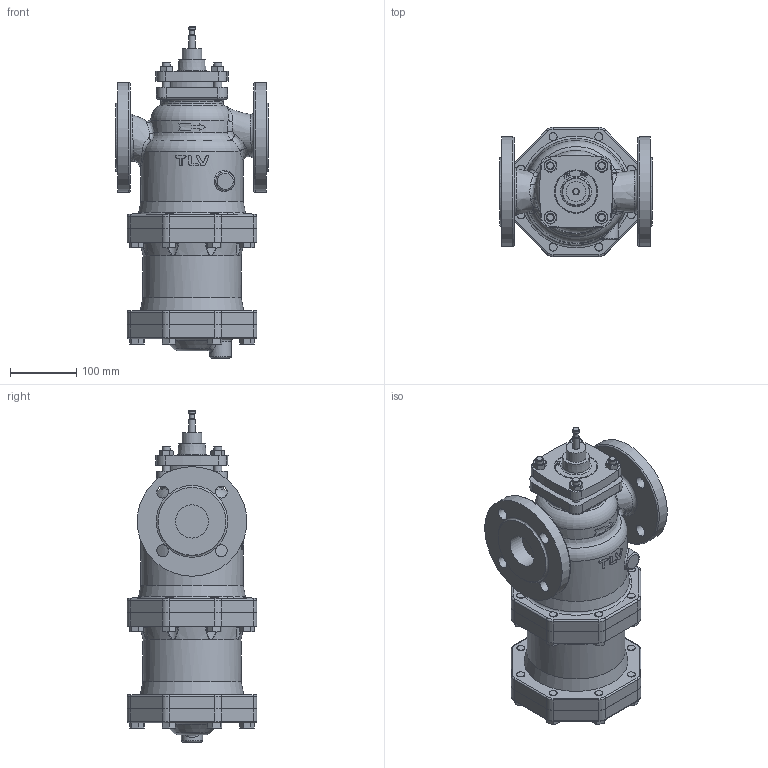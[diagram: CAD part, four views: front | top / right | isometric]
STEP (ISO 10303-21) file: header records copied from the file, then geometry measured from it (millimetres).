
FILE_DESCRIPTION(/* description */ (''),/* implementation_level */ '2;1');
FILE_NAME(/* name */ 'rcv16-050-e0025-01.stp',/* time_stamp */ '2019-06-20T10:18:30+09:00',/* author */ ('asada'),/* organization */ (''),/* preprocessor_version */ 'ST-DEVELOPER v15.6',/* originating_system */ 'Autodesk Inventor 2015',/* authorisation */ '');
FILE_SCHEMA (('AUTOMOTIVE_DESIGN { 1 0 10303 214 3 1 1 }'));
Length unit declared in the file: centimetre
Products named in the file (1): rcv16-050-e0025-01
Bounding box: 230 x 195 x 500 mm (x, y, z)
Volume: 8707350.5 mm3; surface area: 560518.3 mm2
Topology: 1 solids, 2 shells, 783 faces, 1973 edges, 1258 vertices
Faces by surface type: plane 315, bspline 187, cylinder 178, torus 55, cone 48
Full cylindrical faces by diameter (mm): 7.5 x1, 10 x2, 12 x44, 13 x4, 14 x16, 17.475 x1, 18 x8, 18.014 x1, 29.97 x1, 32 x1, 50 x2, 64 x1, 65.3 x1, 85.087 x1, 87.837 x1, 94 x1, 94.676 x1, 148 x1, 154 x1, 165 x2
Entity records: 29462 total; most frequent: CARTESIAN_POINT 12413, ORIENTED_EDGE 3554, DIRECTION 3092, EDGE_CURVE 1777, VERTEX_POINT 1200, AXIS2_PLACEMENT_3D 1164, EDGE_LOOP 1041, FACE_OUTER_BOUND 783
